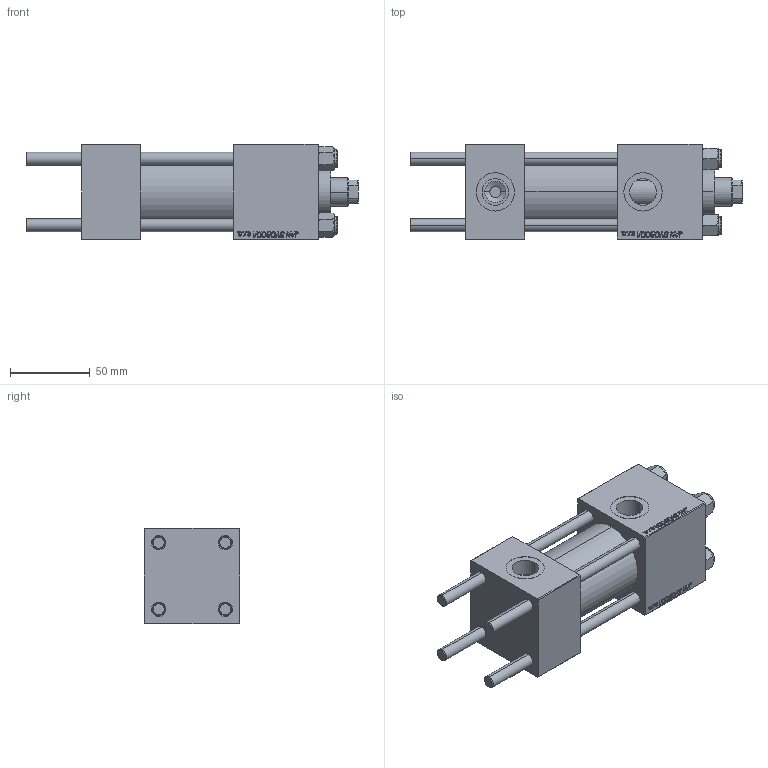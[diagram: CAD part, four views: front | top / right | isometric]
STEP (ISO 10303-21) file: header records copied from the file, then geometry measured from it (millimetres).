
FILE_DESCRIPTION (( 'STEP AP203' ), '1' );
FILE_NAME ('26d8.STEP', '2023-08-26T16:46:34', ( '' ), ( '' ), 'SwSTEP 2.0', 'SolidWorks 2019', '' );
FILE_SCHEMA (( 'CONFIG_CONTROL_DESIGN' ));
Length unit declared in the file: millimetre
Products named in the file (6): V215CR_VCP 51c5dbf6727ccb99d81fcaa41bb3d9db; V215_VC_A 51c5dbf6727ccb99d81fcaa41bb3d9db; V215CR_BODY_A 51c5dbf6727ccb99d81fcaa41bb3d9db; CR025_012_A_0_G_A_G_M_020_+#_##_TYCINKA 51c5dbf6727ccb99d81fcaa41bb3d9db; 26d8; NUT_M5 51c5dbf6727ccb99d81fcaa41bb3d9db
Assembly tree (11 placements, depth 2):
  26d8
    V215CR_BODY_A 51c5dbf6727ccb99d81fcaa41bb3d9db
    CR025_012_A_0_G_A_G_M_020_+#_##_TYCINKA 51c5dbf6727ccb99d81fcaa41bb3d9db  x4
    NUT_M5 51c5dbf6727ccb99d81fcaa41bb3d9db  x4
    V215CR_VCP 51c5dbf6727ccb99d81fcaa41bb3d9db
    V215_VC_A 51c5dbf6727ccb99d81fcaa41bb3d9db
Bounding box: 208 x 60 x 60 mm (x, y, z)
Volume: 413899.4 mm3; surface area: 114006.1 mm2
Topology: 11 solids, 11 shells, 1135 faces, 2856 edges, 1853 vertices
Faces by surface type: plane 521, bspline 392, cone 136, cylinder 78, torus 8
Entity records: 49902 total; most frequent: CARTESIAN_POINT 27025, ORIENTED_EDGE 5204, DIRECTION 3244, EDGE_CURVE 2602, VERTEX_POINT 1709, VECTOR 1584, LINE 1584, EDGE_LOOP 1143
